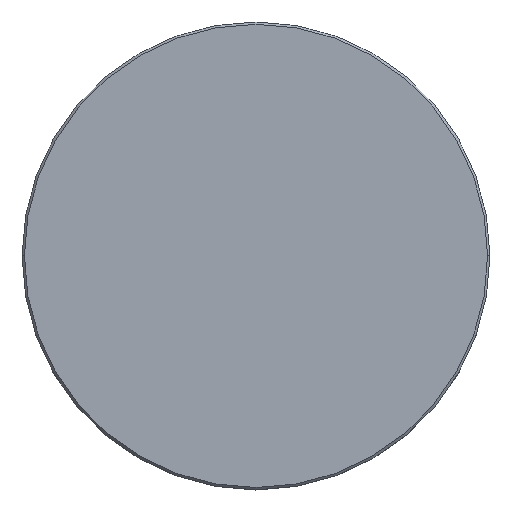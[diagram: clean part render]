
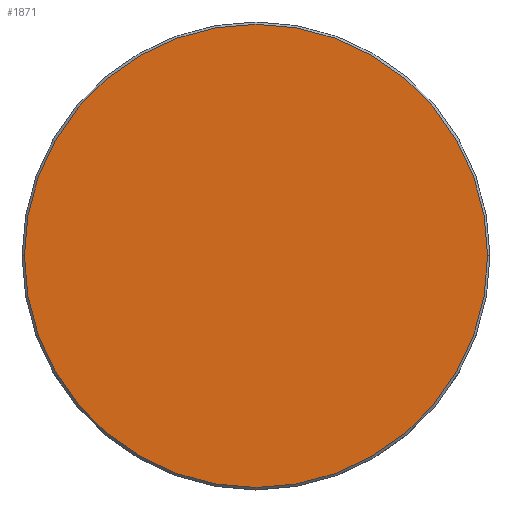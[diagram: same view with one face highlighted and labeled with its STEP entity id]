
A CAD part, top view. The second image highlights one B-rep face of the part: STEP entity #1871.
In plain terms, the highlighted planar face has unit normal (0, 0, 1).
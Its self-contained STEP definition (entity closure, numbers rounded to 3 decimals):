
#26 = DIRECTION ( 'NONE',  ( 0., 0., 1. ) ) ;
#683 = AXIS2_PLACEMENT_3D ( 'NONE', #8732, #2997, #9675 ) ;
#1468 = VERTEX_POINT ( 'NONE', #9364 ) ;
#1631 = CARTESIAN_POINT ( 'NONE',  ( 0., 0., 6. ) ) ;
#1871 = ADVANCED_FACE ( 'NONE', ( #6621 ), #5657, .T. ) ;
#2115 = AXIS2_PLACEMENT_3D ( 'NONE', #1631, #8331, #2592 ) ;
#2247 = EDGE_CURVE ( 'NONE', #1468, #12222, #5448, .T. ) ;
#2592 = DIRECTION ( 'NONE',  ( 1., 0., 0. ) ) ;
#2821 = ORIENTED_EDGE ( 'NONE', *, *, #2247, .T. ) ;
#2997 = DIRECTION ( 'NONE',  ( 0., 0., 1. ) ) ;
#3393 = EDGE_CURVE ( 'NONE', #12222, #1468, #6181, .T. ) ;
#5448 = CIRCLE ( 'NONE', #683, 25.15 ) ;
#5657 = PLANE ( 'NONE',  #11160 ) ;
#5744 = CARTESIAN_POINT ( 'NONE',  ( 0., 0., 6. ) ) ;
#6181 = CIRCLE ( 'NONE', #2115, 25.15 ) ;
#6552 = EDGE_LOOP ( 'NONE', ( #2821, #9438 ) ) ;
#6621 = FACE_OUTER_BOUND ( 'NONE', #6552, .T. ) ;
#6688 = DIRECTION ( 'NONE',  ( 1., 0., 0. ) ) ;
#8154 = CARTESIAN_POINT ( 'NONE',  ( 25.15, 0., 6. ) ) ;
#8331 = DIRECTION ( 'NONE',  ( 0., 0., 1. ) ) ;
#8732 = CARTESIAN_POINT ( 'NONE',  ( 0., 0., 6. ) ) ;
#9364 = CARTESIAN_POINT ( 'NONE',  ( -25.15, 0., 6. ) ) ;
#9438 = ORIENTED_EDGE ( 'NONE', *, *, #3393, .T. ) ;
#9675 = DIRECTION ( 'NONE',  ( 1., 0., 0. ) ) ;
#11160 = AXIS2_PLACEMENT_3D ( 'NONE', #5744, #26, #6688 ) ;
#12222 = VERTEX_POINT ( 'NONE', #8154 ) ;
